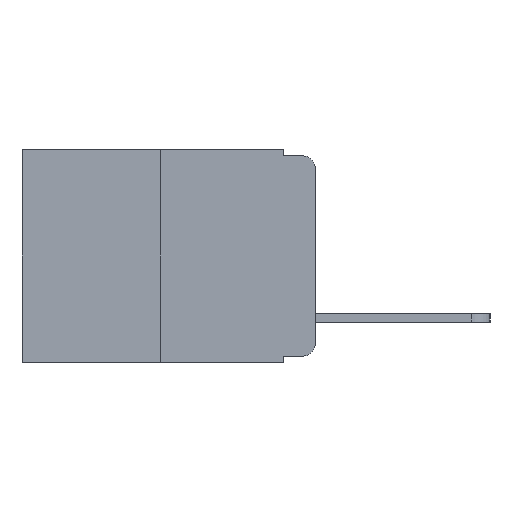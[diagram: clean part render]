
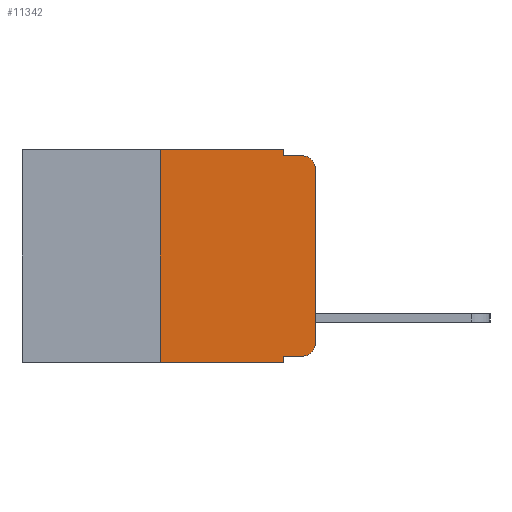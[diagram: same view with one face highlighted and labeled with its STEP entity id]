
A CAD part, left-side view. The second image highlights one B-rep face of the part: STEP entity #11342.
In plain terms, the highlighted planar face has unit normal (-1, 0, 0).
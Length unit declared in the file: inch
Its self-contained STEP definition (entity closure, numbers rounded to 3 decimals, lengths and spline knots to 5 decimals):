
#46 = CARTESIAN_POINT ( 'NONE',  ( 0., 0.051, -0.333 ) ) ;
#146 = CARTESIAN_POINT ( 'NONE',  ( 0., 0.051, 0. ) ) ;
#158 = DIRECTION ( 'NONE',  ( 0., -1., 0. ) ) ;
#820 = EDGE_CURVE ( 'NONE', #4643, #2485, #10279, .T. ) ;
#834 = ORIENTED_EDGE ( 'NONE', *, *, #1718, .F. ) ;
#870 = LINE ( 'NONE', #11683, #8633 ) ;
#1021 = CARTESIAN_POINT ( 'NONE',  ( 0., 0.25, 0. ) ) ;
#1205 = ORIENTED_EDGE ( 'NONE', *, *, #1817, .T. ) ;
#1224 = CARTESIAN_POINT ( 'NONE',  ( 0., 0.25, -0.343 ) ) ;
#1462 = ORIENTED_EDGE ( 'NONE', *, *, #1755, .F. ) ;
#1463 = EDGE_CURVE ( 'NONE', #3161, #3692, #4981, .T. ) ;
#1483 = EDGE_CURVE ( 'NONE', #3692, #8621, #9703, .T. ) ;
#1586 = ORIENTED_EDGE ( 'NONE', *, *, #10479, .F. ) ;
#1594 = EDGE_CURVE ( 'NONE', #2726, #8621, #6167, .T. ) ;
#1718 = EDGE_CURVE ( 'NONE', #4701, #2726, #9546, .T. ) ;
#1721 = EDGE_CURVE ( 'NONE', #4643, #9502, #4454, .T. ) ;
#1755 = EDGE_CURVE ( 'NONE', #5234, #2485, #870, .T. ) ;
#1797 = EDGE_CURVE ( 'NONE', #5234, #3488, #10802, .T. ) ;
#1817 = EDGE_CURVE ( 'NONE', #3488, #3161, #3132, .T. ) ;
#2190 = VECTOR ( 'NONE', #4612, 39.37008 ) ;
#2282 = ORIENTED_EDGE ( 'NONE', *, *, #1721, .F. ) ;
#2465 = FACE_OUTER_BOUND ( 'NONE', #11125, .T. ) ;
#2485 = VERTEX_POINT ( 'NONE', #10020 ) ;
#2726 = VERTEX_POINT ( 'NONE', #7212 ) ;
#2825 = ORIENTED_EDGE ( 'NONE', *, *, #1594, .F. ) ;
#2966 = DIRECTION ( 'NONE',  ( 0., -1., 0. ) ) ;
#3132 = CIRCLE ( 'NONE', #3937, 0.02 ) ;
#3161 = VERTEX_POINT ( 'NONE', #4268 ) ;
#3488 = VERTEX_POINT ( 'NONE', #12838 ) ;
#3692 = VERTEX_POINT ( 'NONE', #4986 ) ;
#3932 = DIRECTION ( 'NONE',  ( -1., 0., 0. ) ) ;
#3937 = AXIS2_PLACEMENT_3D ( 'NONE', #11702, #12065, #9948 ) ;
#4174 = CARTESIAN_POINT ( 'NONE',  ( 0., 0.051, -0.333 ) ) ;
#4268 = CARTESIAN_POINT ( 'NONE',  ( 0., 0., -0.313 ) ) ;
#4454 = LINE ( 'NONE', #12853, #9248 ) ;
#4521 = CARTESIAN_POINT ( 'NONE',  ( 0., 0.473, -0.343 ) ) ;
#4595 = DIRECTION ( 'NONE',  ( 0., -1., 0. ) ) ;
#4605 = ORIENTED_EDGE ( 'NONE', *, *, #1483, .T. ) ;
#4612 = DIRECTION ( 'NONE',  ( 0., -1., 0. ) ) ;
#4640 = DIRECTION ( 'NONE',  ( 0., 0., -1. ) ) ;
#4643 = VERTEX_POINT ( 'NONE', #1224 ) ;
#4701 = VERTEX_POINT ( 'NONE', #146 ) ;
#4899 = CARTESIAN_POINT ( 'NONE',  ( 0., 0., 0. ) ) ;
#4981 = LINE ( 'NONE', #4899, #9990 ) ;
#4986 = CARTESIAN_POINT ( 'NONE',  ( 0., 0., -0.03 ) ) ;
#5234 = VERTEX_POINT ( 'NONE', #4174 ) ;
#5729 = DIRECTION ( 'NONE',  ( 0., 0., -1. ) ) ;
#5833 = VECTOR ( 'NONE', #4595, 39.37008 ) ;
#5922 = CARTESIAN_POINT ( 'NONE',  ( 0., 0.02, -0.03 ) ) ;
#6167 = LINE ( 'NONE', #8427, #5833 ) ;
#6774 = ORIENTED_EDGE ( 'NONE', *, *, #1463, .T. ) ;
#6917 = VECTOR ( 'NONE', #7648, 39.37008 ) ;
#7212 = CARTESIAN_POINT ( 'NONE',  ( 0., 0.051, -0.01 ) ) ;
#7427 = CARTESIAN_POINT ( 'NONE',  ( 0., 0.051, 0. ) ) ;
#7506 = DIRECTION ( 'NONE',  ( 0., 0., 1. ) ) ;
#7648 = DIRECTION ( 'NONE',  ( 0., 0., -1. ) ) ;
#8350 = AXIS2_PLACEMENT_3D ( 'NONE', #5922, #3932, #5729 ) ;
#8354 = AXIS2_PLACEMENT_3D ( 'NONE', #9697, #10566, #4640 ) ;
#8427 = CARTESIAN_POINT ( 'NONE',  ( 0., 0.051, -0.01 ) ) ;
#8621 = VERTEX_POINT ( 'NONE', #8913 ) ;
#8633 = VECTOR ( 'NONE', #11741, 39.37008 ) ;
#8717 = PLANE ( 'NONE',  #8354 ) ;
#8735 = ORIENTED_EDGE ( 'NONE', *, *, #1797, .T. ) ;
#8913 = CARTESIAN_POINT ( 'NONE',  ( 0., 0.02, -0.01 ) ) ;
#9248 = VECTOR ( 'NONE', #11630, 39.37008 ) ;
#9502 = VERTEX_POINT ( 'NONE', #1021 ) ;
#9546 = LINE ( 'NONE', #7427, #6917 ) ;
#9601 = ORIENTED_EDGE ( 'NONE', *, *, #820, .T. ) ;
#9697 = CARTESIAN_POINT ( 'NONE',  ( 0., 0.473, 0. ) ) ;
#9703 = CIRCLE ( 'NONE', #8350, 0.02 ) ;
#9948 = DIRECTION ( 'NONE',  ( 0., 0., -1. ) ) ;
#9969 = VECTOR ( 'NONE', #2966, 39.37008 ) ;
#9990 = VECTOR ( 'NONE', #7506, 39.37008 ) ;
#10020 = CARTESIAN_POINT ( 'NONE',  ( 0., 0.051, -0.343 ) ) ;
#10072 = CARTESIAN_POINT ( 'NONE',  ( 0., 0.473, 0. ) ) ;
#10244 = LINE ( 'NONE', #10072, #9969 ) ;
#10279 = LINE ( 'NONE', #4521, #2190 ) ;
#10479 = EDGE_CURVE ( 'NONE', #9502, #4701, #10244, .T. ) ;
#10566 = DIRECTION ( 'NONE',  ( 1., 0., 0. ) ) ;
#10802 = LINE ( 'NONE', #46, #12883 ) ;
#11125 = EDGE_LOOP ( 'NONE', ( #6774, #4605, #2825, #834, #1586, #2282, #9601, #1462, #8735, #1205 ) ) ;
#11342 = ADVANCED_FACE ( 'NONE', ( #2465 ), #8717, .F. ) ;
#11630 = DIRECTION ( 'NONE',  ( 0., 0., 1. ) ) ;
#11683 = CARTESIAN_POINT ( 'NONE',  ( 0., 0.051, 0. ) ) ;
#11702 = CARTESIAN_POINT ( 'NONE',  ( 0., 0.02, -0.313 ) ) ;
#11741 = DIRECTION ( 'NONE',  ( 0., 0., -1. ) ) ;
#12065 = DIRECTION ( 'NONE',  ( -1., 0., 0. ) ) ;
#12838 = CARTESIAN_POINT ( 'NONE',  ( 0., 0.02, -0.333 ) ) ;
#12853 = CARTESIAN_POINT ( 'NONE',  ( 0., 0.25, 0. ) ) ;
#12883 = VECTOR ( 'NONE', #158, 39.37008 ) ;
